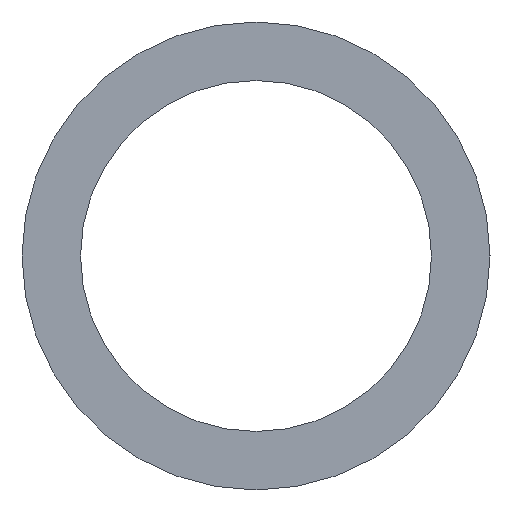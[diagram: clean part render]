
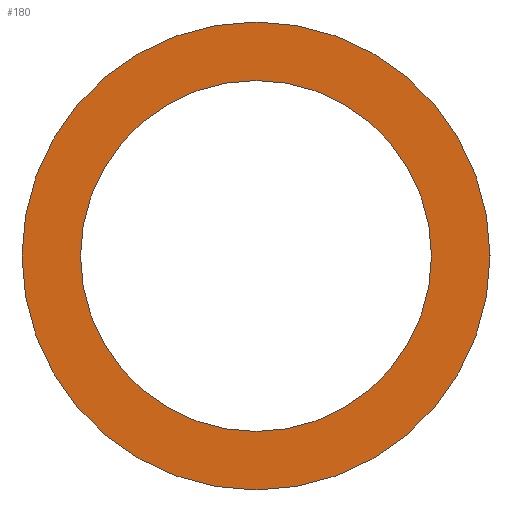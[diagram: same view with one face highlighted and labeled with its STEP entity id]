
A CAD part, left-side view. The second image highlights one B-rep face of the part: STEP entity #180.
In plain terms, the highlighted planar face has unit normal (-1, 0, 0).
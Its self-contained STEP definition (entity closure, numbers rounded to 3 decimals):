
#5 = DIRECTION ( 'NONE',  ( 1., 0., 0. ) ) ;
#6 = DIRECTION ( 'NONE',  ( 0., 0., -1. ) ) ;
#11 = FACE_BOUND ( 'NONE', #94, .T. ) ;
#21 = CIRCLE ( 'NONE', #101, 5. ) ;
#23 = EDGE_CURVE ( 'NONE', #226, #69, #232, .T. ) ;
#26 = VERTEX_POINT ( 'NONE', #183 ) ;
#32 = AXIS2_PLACEMENT_3D ( 'NONE', #104, #5, #216 ) ;
#55 = DIRECTION ( 'NONE',  ( 1., 0., 0. ) ) ;
#56 = AXIS2_PLACEMENT_3D ( 'NONE', #193, #139, #211 ) ;
#61 = CARTESIAN_POINT ( 'NONE',  ( -50., 0., 3.75 ) ) ;
#69 = VERTEX_POINT ( 'NONE', #61 ) ;
#83 = DIRECTION ( 'NONE',  ( 0., 0., -1. ) ) ;
#87 = CARTESIAN_POINT ( 'NONE',  ( -50., 0., -5. ) ) ;
#89 = CARTESIAN_POINT ( 'NONE',  ( -50., 0., 0. ) ) ;
#93 = DIRECTION ( 'NONE',  ( 1., 0., 0. ) ) ;
#94 = EDGE_LOOP ( 'NONE', ( #177, #215 ) ) ;
#101 = AXIS2_PLACEMENT_3D ( 'NONE', #236, #55, #83 ) ;
#103 = EDGE_LOOP ( 'NONE', ( #121, #194 ) ) ;
#104 = CARTESIAN_POINT ( 'NONE',  ( -50., 0., 0. ) ) ;
#107 = DIRECTION ( 'NONE',  ( 0., 0., -1. ) ) ;
#119 = CIRCLE ( 'NONE', #161, 5. ) ;
#121 = ORIENTED_EDGE ( 'NONE', *, *, #209, .F. ) ;
#123 = VERTEX_POINT ( 'NONE', #87 ) ;
#130 = CARTESIAN_POINT ( 'NONE',  ( -50., 0., 0. ) ) ;
#139 = DIRECTION ( 'NONE',  ( 1., 0., 0. ) ) ;
#156 = EDGE_CURVE ( 'NONE', #123, #26, #21, .T. ) ;
#157 = EDGE_CURVE ( 'NONE', #69, #226, #217, .T. ) ;
#160 = FACE_OUTER_BOUND ( 'NONE', #103, .T. ) ;
#161 = AXIS2_PLACEMENT_3D ( 'NONE', #130, #93, #107 ) ;
#177 = ORIENTED_EDGE ( 'NONE', *, *, #157, .T. ) ;
#178 = AXIS2_PLACEMENT_3D ( 'NONE', #89, #219, #6 ) ;
#180 = ADVANCED_FACE ( 'NONE', ( #160, #11 ), #182, .F. ) ;
#182 = PLANE ( 'NONE',  #178 ) ;
#183 = CARTESIAN_POINT ( 'NONE',  ( -50., 0., 5. ) ) ;
#193 = CARTESIAN_POINT ( 'NONE',  ( -50., 0., 0. ) ) ;
#194 = ORIENTED_EDGE ( 'NONE', *, *, #156, .F. ) ;
#209 = EDGE_CURVE ( 'NONE', #26, #123, #119, .T. ) ;
#211 = DIRECTION ( 'NONE',  ( 0., 0., -1. ) ) ;
#215 = ORIENTED_EDGE ( 'NONE', *, *, #23, .T. ) ;
#216 = DIRECTION ( 'NONE',  ( 0., 0., -1. ) ) ;
#217 = CIRCLE ( 'NONE', #56, 3.75 ) ;
#219 = DIRECTION ( 'NONE',  ( 1., 0., 0. ) ) ;
#226 = VERTEX_POINT ( 'NONE', #227 ) ;
#227 = CARTESIAN_POINT ( 'NONE',  ( -50., 0., -3.75 ) ) ;
#232 = CIRCLE ( 'NONE', #32, 3.75 ) ;
#236 = CARTESIAN_POINT ( 'NONE',  ( -50., 0., 0. ) ) ;
